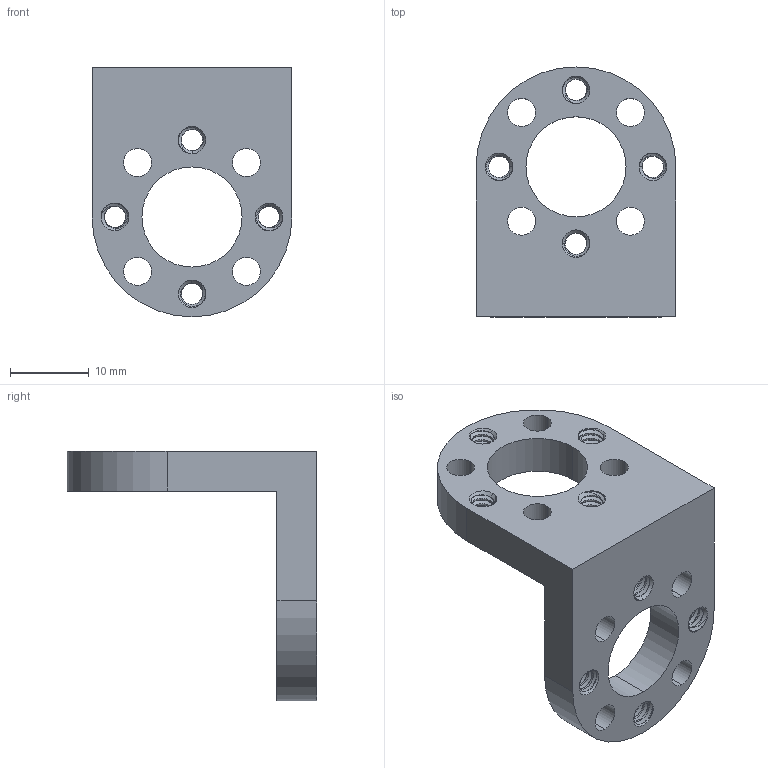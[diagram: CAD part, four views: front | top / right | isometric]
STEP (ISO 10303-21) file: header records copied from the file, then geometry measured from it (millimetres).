
FILE_DESCRIPTION (( 'STEP AP203' ), '1' );
FILE_NAME ('545400.STEP', '2018-05-24T15:11:58', ( '' ), ( '' ), 'SwSTEP 2.0', 'SolidWorks 2016', '' );
FILE_SCHEMA (( 'CONFIG_CONTROL_DESIGN' ));
Length unit declared in the file: inch
Products named in the file (1): 545400
Bounding box: 25.4 x 31.75 x 31.75 mm (x, y, z)
Volume: 4835.4 mm3; surface area: 4091.3 mm2
Topology: 1 solids, 1 shells, 305 faces, 875 edges, 572 vertices
Faces by surface type: cylinder 235, cone 48, bspline 16, plane 6
Entity records: 20412 total; most frequent: CARTESIAN_POINT 13565, ORIENTED_EDGE 1750, DIRECTION 1101, EDGE_CURVE 875, VERTEX_POINT 572, AXIS2_PLACEMENT_3D 418, EDGE_LOOP 341, FACE_OUTER_BOUND 305
